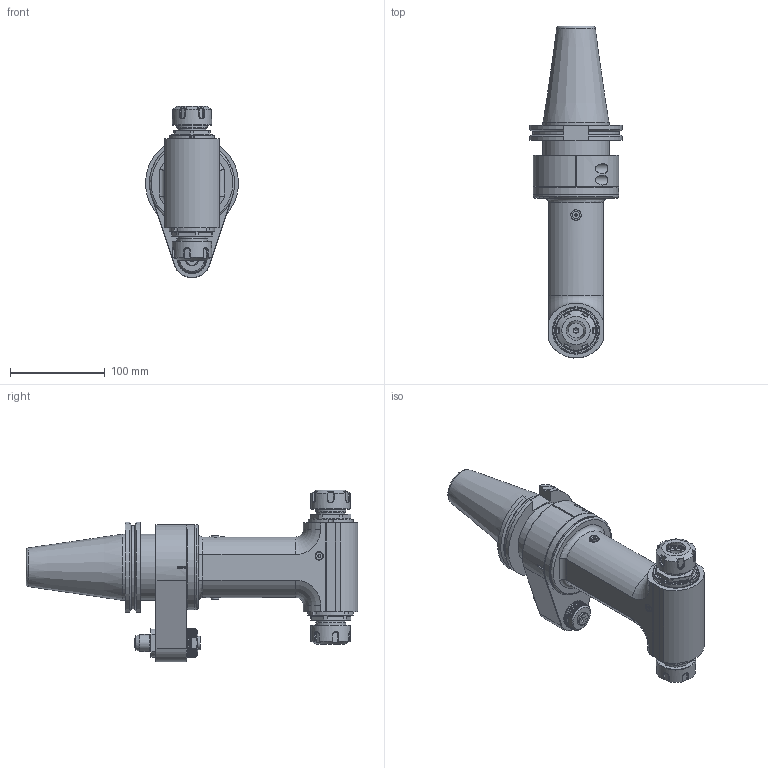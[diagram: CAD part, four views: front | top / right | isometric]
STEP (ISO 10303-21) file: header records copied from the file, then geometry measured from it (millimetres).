
FILE_DESCRIPTION(/* description */ (''),/* implementation_level */ '2;1');
FILE_NAME(/* name */ '9.G90.16L0D-17C50.stp',/* time_stamp */ '2024-04-15T09:58:01-04:00',/* author */ ('jkrenzer'),/* organization */ (''),/* preprocessor_version */ 'ST-DEVELOPER v18.1',/* originating_system */ 'Autodesk Inventor 2022',/* authorisation */ '');
FILE_SCHEMA (('AUTOMOTIVE_DESIGN { 1 0 10303 214 3 1 1 }'));
Length unit declared in the file: millimetre
Products named in the file (3): 9.G90.16L0D-17C50; 9_GA1_458_1   (Classic, Type 1, Cat50, 80mm); 9_G90_16LD
Assembly tree (2 placements, depth 2):
  9.G90.16L0D-17C50
    9_GA1_458_1   (Classic, Type 1, Cat50, 80mm)
    9_G90_16LD
Bounding box: 98.05 x 350.68 x 181.43 mm (x, y, z)
Volume: 1327017.1 mm3; surface area: 231392.8 mm2
Topology: 45 solids, 56 shells, 1531 faces, 4030 edges, 2614 vertices
Faces by surface type: plane 707, cylinder 310, bspline 228, cone 191, torus 55, sphere 40
Full cylindrical faces by diameter (mm): 3.3 x1, 4 x6, 4.2 x10, 5 x5, 6 x8, 7 x2, 8 x3, 8.5 x3, 10 x4, 10.5 x2, 11 x3, 14 x2, 15.2 x1, 16 x2, 17 x1, 18 x3, 19 x1, 20.8 x2, 21.96 x1, 23.2 x1, 23.5 x1, 25 x2, 25.4 x1, 26 x2, 26.16 x1, 28.5 x1, 30 x7, 30.5 x3, 32 x2, 33 x2
Entity records: 56071 total; most frequent: CARTESIAN_POINT 19102, ORIENTED_EDGE 7869, DIRECTION 7324, EDGE_CURVE 3938, AXIS2_PLACEMENT_3D 2667, VERTEX_POINT 2614, LINE 1990, VECTOR 1990
